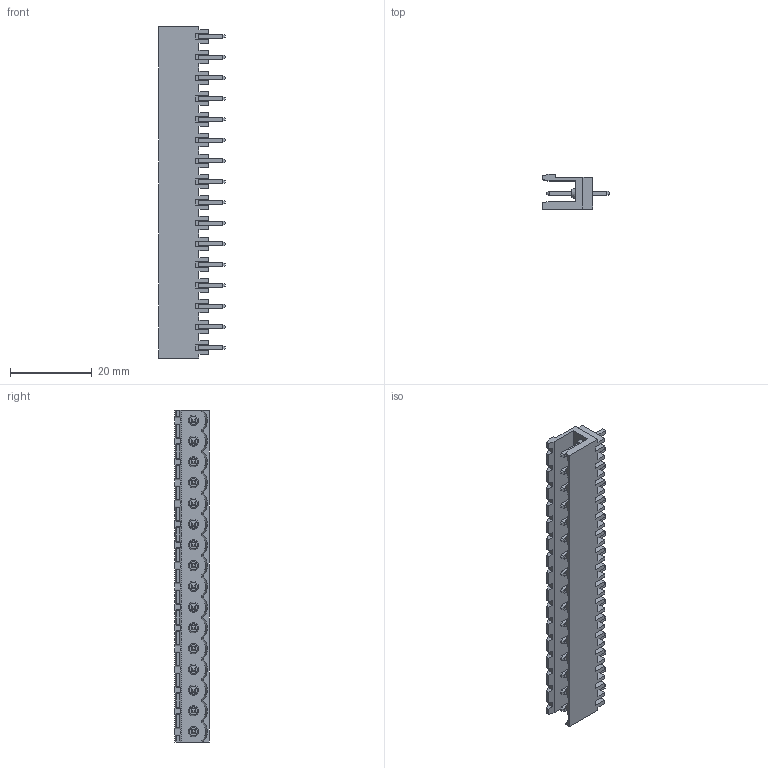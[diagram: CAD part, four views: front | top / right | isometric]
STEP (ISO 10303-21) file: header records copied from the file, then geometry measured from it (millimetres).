
FILE_DESCRIPTION( ( 'STEP AP214' ), '1' );
FILE_NAME( 'PV16-5,08-V.stp', ' ', ( ' ' ), ( ' ' ), 'PSStep 14.0', 'VISI 19.0', ' ' );
FILE_SCHEMA( ( 'AUTOMOTIVE_DESIGN { 1 0 10303 214 1 1 1 1 }' ) );
Length unit declared in the file: millimetre
Products named in the file (1): 1
Bounding box: 16.2 x 8.5 x 81.28 mm (x, y, z)
Volume: 3519.5 mm3; surface area: 6516.1 mm2
Topology: 1 solids, 1 shells, 623 faces, 1575 edges, 1002 vertices
Faces by surface type: plane 575, cone 32, cylinder 16
Entity records: 23006 total; most frequent: CARTESIAN_POINT 3249, ORIENTED_EDGE 3086, DIRECTION 2839, EDGE_CURVE 1543, LINE 1431, VECTOR 1431, VERTEX_POINT 986, AXIS2_PLACEMENT_3D 704
